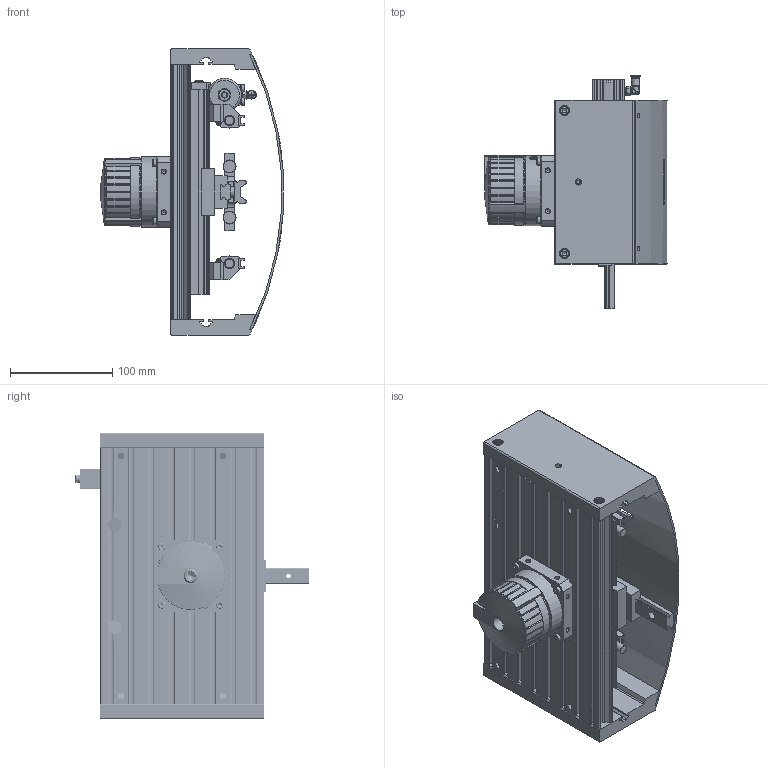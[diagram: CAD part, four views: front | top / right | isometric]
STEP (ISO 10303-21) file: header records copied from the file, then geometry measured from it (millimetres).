
FILE_DESCRIPTION(/* description */ ('STEP AP214'),/* implementation_level */ '2;1');
FILE_NAME(/* name */ '533610_HSP-16-AP-SD-WL',/* time_stamp */ '2024-08-29T12:45:03+02:00',/* author */ ('License CC BY-ND 4.0'),/* organization */ ('CADENAS'),/* preprocessor_version */ 'ST-DEVELOPER v19.3',/* originating_system */ 'PARTsolutions',/* authorisation */ ' ');
FILE_SCHEMA (('INTEGRATED_CNC_SCHEMA','AUTOMOTIVE_DESIGN {1 0 10303 214 3 1 1}'));
Products named in the file (51): 533610 HSP-16-AP-SD-WL---(1_0_0_0_0_); 533610 HSP-16-AP-SD-WL---(PL_0_0_0_0_0); 547592 DSM-16-270-A-B_G---(B); 547592 DSM-16-270-A-B_K---(B); 533610 HSP-16---(BU_1); HSP-16---(MITN); DIN-912 - M3x10(F); DIN-912 - M4x20(F); 549195 AKM-16; 657668 HSP-16---(UNTERL); DIN-912 - M4x8(F); HSP-16---(KF); 533610 HSP-16---(KF1); HSP-16---(KF2); 657675 HSP-16---(STEG); DIN 125-1-A-6.4; DIN 439-A - M6; DIN 934 - M5(F); 657743 HSP-16; HSP-16---(KRV); DIN-7984 - M3x12(F); 351838; 664700 Halter-(H); Sloted round nut DIN 546 M3; HSP-16---(KuL); DIN-912 - M5x16(F); 657697 HSP-16---(SCHR); 657676 HSP-16---(WINL); DIN-912 - M4x12(F); 657108 HSP-12-SCHIENE; DIN 965 M3x4; 657673 HSP-16---(Bu-Anschl); 191193 YSRW-7-10---(0.701); 657699 HSP-16-DRUCKSTUECK; 8197775 HSP-16---(HaL); ISO-4762 M5x25; 4186566 DPDM-25---(h); 4186566 DPDM-25---(r); 16---(SCH); DIN-125B-1 -6.4(F) ...
Assembly tree (95 placements, depth 2):
  533610 HSP-16-AP-SD-WL---(1_0_0_0_0_)
    533610 HSP-16-AP-SD-WL---(PL_0_0_0_0_0)
    547592 DSM-16-270-A-B_G---(B)
    547592 DSM-16-270-A-B_K---(B)
    533610 HSP-16---(BU_1)
    HSP-16---(MITN)
    DIN-912 - M3x10(F)  x8
    DIN-912 - M4x20(F)  x4
    549195 AKM-16
    657668 HSP-16---(UNTERL)
    DIN-912 - M4x8(F)  x4
    HSP-16---(KF)
    533610 HSP-16---(KF1)
    HSP-16---(KF2)
    657675 HSP-16---(STEG)
    DIN 125-1-A-6.4
    DIN 439-A - M6
    DIN 934 - M5(F)  x2
    657743 HSP-16  x2
    HSP-16---(KRV)
    DIN-7984 - M3x12(F)
    351838
    664700 Halter-(H)
    Sloted round nut DIN 546 M3
    HSP-16---(KuL)
    DIN-912 - M5x16(F)  x6
    657697 HSP-16---(SCHR)  x2
    657676 HSP-16---(WINL)
    DIN-912 - M4x12(F)  x4
    657108 HSP-12-SCHIENE  x2
    DIN 965 M3x4  x2
    657673 HSP-16---(Bu-Anschl)  x2
    191193 YSRW-7-10---(0.701)  x2
    657699 HSP-16-DRUCKSTUECK  x2
    8197775 HSP-16---(HaL)
    ISO-4762 M5x25  x2
    4186566 DPDM-25---(h)
    4186566 DPDM-25---(r)
    16---(SCH)
    DIN-125B-1 -6.4(F)  x2
    DIN-439A -M6(F)  x2
    153333 QSML-M5-4  x2
    ISO-4762 M4x40  x2
    189654 HMBN-5-M5  x7
    HSP-16---(KuR)
    657677 HSP-16---(WINR)
    HSP-16---(KuM)
    DIN-912 - M5x10(F)  x2
    533636 BSD-HSP-16---(ST)  x2
    533636 BSD-HSP-16---(BL)
    DIN-912 - M5x20(F)  x4
Bounding box: 178.7 x 228.7 x 280 mm (x, y, z)
Volume: 1367062.6 mm3; surface area: 683965.8 mm2
Topology: 95 solids, 95 shells, 3384 faces, 8269 edges, 5166 vertices
Faces by surface type: plane 1688, cylinder 988, cone 664, torus 25, sphere 19
Full cylindrical faces by diameter (mm): 1.7 x4, 2.161 x2, 2.459 x14, 3 x13, 3.2 x1, 3.242 x18, 3.4 x3, 3.5 x5, 4 x20, 4.134 x30, 4.2 x11, 4.3 x13, 4.5 x8, 4.6 x4, 4.917 x8, 5 x23, 5.5 x23, 5.6 x2, 6 x20, 6.2 x5, 6.3 x8, 6.4 x5, 6.5 x1, 7 x16, 7.388 x2, 7.5 x6, 7.6 x4, 8 x19, 8.1 x2, 8.3 x2
Entity records: 67089 total; most frequent: CARTESIAN_POINT 13075, DIRECTION 10911, ORIENTED_EDGE 10058, EDGE_CURVE 5029, AXIS2_PLACEMENT_3D 4099, VERTEX_POINT 3550, FACE_BOUND 3063, EDGE_LOOP 3029
